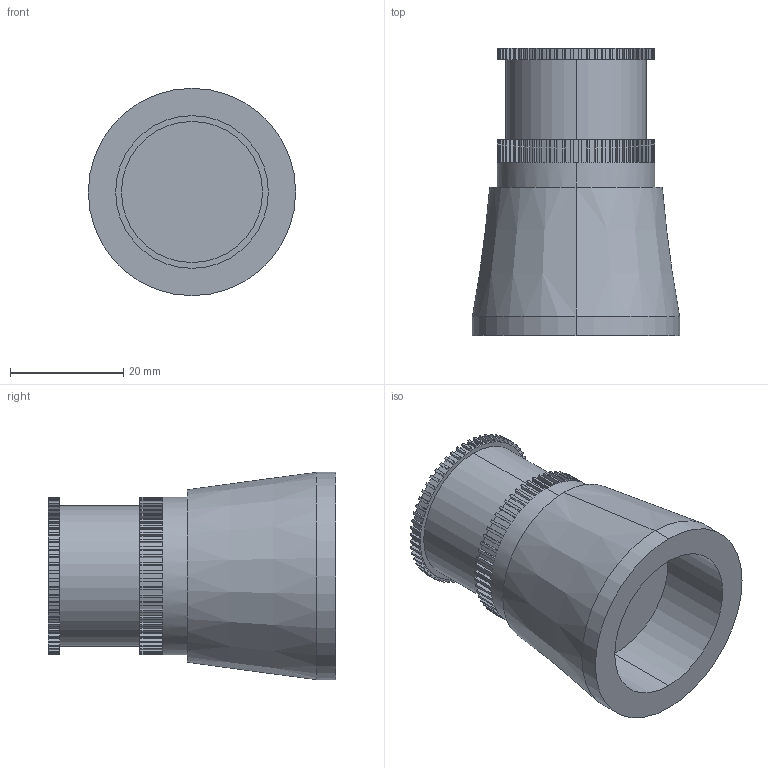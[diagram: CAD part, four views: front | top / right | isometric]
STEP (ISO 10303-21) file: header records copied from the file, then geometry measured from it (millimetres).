
FILE_DESCRIPTION (( 'STEP AP203' ), '1' );
FILE_NAME ('Web Model 31198_31198.step', '2018-04-18T17:07:16', ( '' ), ( '' ), 'SwSTEP 2.0', 'SolidWorks 2016', '' );
FILE_SCHEMA (( 'CONFIG_CONTROL_DESIGN' ));
Length unit declared in the file: millimetre
Products named in the file (1): Web Model 31198_31198
Bounding box: 36.68 x 50.8 x 36.68 mm (x, y, z)
Volume: 27322.9 mm3; surface area: 10749.2 mm2
Topology: 2 solids, 2 shells, 504 faces, 1484 edges, 988 vertices
Faces by surface type: plane 428, cylinder 72, cone 4
Entity records: 16763 total; most frequent: CARTESIAN_POINT 2977, ORIENTED_EDGE 2968, DIRECTION 2762, EDGE_CURVE 1484, VECTOR 1216, LINE 1216, VERTEX_POINT 988, AXIS2_PLACEMENT_3D 773
